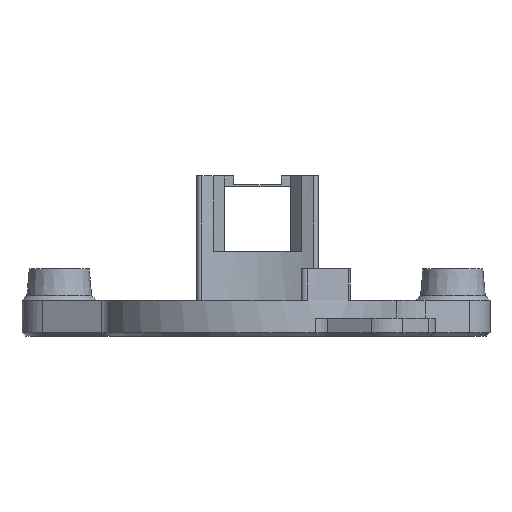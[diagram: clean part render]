
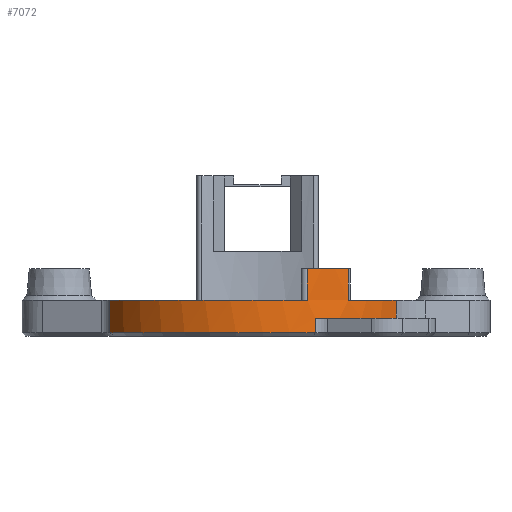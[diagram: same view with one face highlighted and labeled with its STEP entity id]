
A CAD part, front view. The second image highlights one B-rep face of the part: STEP entity #7072.
In plain terms, the highlighted cylindrical face has radius 18.1 mm (diameter 36.2 mm), a partial arc.
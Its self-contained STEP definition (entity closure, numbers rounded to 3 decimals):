
#35=CYLINDRICAL_SURFACE('',#7416,18.1);
#102=CIRCLE('',#7353,18.1);
#127=CIRCLE('',#7417,18.1);
#128=CIRCLE('',#7418,18.1);
#129=CIRCLE('',#7419,18.1);
#130=CIRCLE('',#7420,18.1);
#829=FACE_OUTER_BOUND('',#1218,.T.);
#1218=EDGE_LOOP('',(#5683,#5684,#5685,#5686,#5687,#5688,#5689,#5690,#5691,
#5692));
#1786=LINE('',#12492,#2485);
#1787=LINE('',#12496,#2486);
#1788=LINE('',#12500,#2487);
#1789=LINE('',#12504,#2488);
#1790=LINE('',#12508,#2489);
#2485=VECTOR('',#8423,10.);
#2486=VECTOR('',#8428,2.);
#2487=VECTOR('',#8431,10.);
#2488=VECTOR('',#8434,10.);
#2489=VECTOR('',#8437,10.);
#3185=VERTEX_POINT('',#12215);
#3186=VERTEX_POINT('',#12223);
#3238=VERTEX_POINT('',#12491);
#3239=VERTEX_POINT('',#12495);
#3240=VERTEX_POINT('',#12497);
#3241=VERTEX_POINT('',#12499);
#3242=VERTEX_POINT('',#12501);
#3243=VERTEX_POINT('',#12503);
#3244=VERTEX_POINT('',#12505);
#3245=VERTEX_POINT('',#12507);
#4066=EDGE_CURVE('',#3185,#3186,#102,.T.);
#4158=EDGE_CURVE('',#3186,#3238,#1786,.T.);
#4160=EDGE_CURVE('',#3185,#3239,#1787,.T.);
#4161=EDGE_CURVE('',#3240,#3239,#127,.T.);
#4162=EDGE_CURVE('',#3241,#3240,#1788,.T.);
#4163=EDGE_CURVE('',#3242,#3241,#128,.T.);
#4164=EDGE_CURVE('',#3243,#3242,#1789,.T.);
#4165=EDGE_CURVE('',#3244,#3243,#129,.T.);
#4166=EDGE_CURVE('',#3245,#3244,#1790,.T.);
#4167=EDGE_CURVE('',#3238,#3245,#130,.T.);
#5683=ORIENTED_EDGE('',*,*,#4066,.F.);
#5684=ORIENTED_EDGE('',*,*,#4160,.T.);
#5685=ORIENTED_EDGE('',*,*,#4161,.F.);
#5686=ORIENTED_EDGE('',*,*,#4162,.F.);
#5687=ORIENTED_EDGE('',*,*,#4163,.F.);
#5688=ORIENTED_EDGE('',*,*,#4164,.F.);
#5689=ORIENTED_EDGE('',*,*,#4165,.F.);
#5690=ORIENTED_EDGE('',*,*,#4166,.F.);
#5691=ORIENTED_EDGE('',*,*,#4167,.F.);
#5692=ORIENTED_EDGE('',*,*,#4158,.F.);
#7072=ADVANCED_FACE('',(#829),#35,.T.);
#7353=AXIS2_PLACEMENT_3D('',#12225,#8238,#8239);
#7416=AXIS2_PLACEMENT_3D('',#12494,#8426,#8427);
#7417=AXIS2_PLACEMENT_3D('',#12498,#8429,#8430);
#7418=AXIS2_PLACEMENT_3D('',#12502,#8432,#8433);
#7419=AXIS2_PLACEMENT_3D('',#12506,#8435,#8436);
#7420=AXIS2_PLACEMENT_3D('',#12509,#8438,#8439);
#8238=DIRECTION('center_axis',(0.,0.,
-1.));
#8239=DIRECTION('ref_axis',(-0.931,-0.365,0.));
#8423=DIRECTION('',(0.,0.,1.));
#8426=DIRECTION('center_axis',(0.,0.,1.));
#8427=DIRECTION('ref_axis',(-0.931,-0.365,0.));
#8428=DIRECTION('',(0.,0.,1.));
#8429=DIRECTION('center_axis',(0.,0.,
-1.));
#8430=DIRECTION('ref_axis',(1.,0.,0.));
#8431=DIRECTION('',(0.,0.,-1.));
#8432=DIRECTION('center_axis',(0.,0.,
1.));
#8433=DIRECTION('ref_axis',(1.,0.,0.));
#8434=DIRECTION('',(0.,0.,-1.));
#8435=DIRECTION('center_axis',(0.,0.,
1.));
#8436=DIRECTION('ref_axis',(-0.931,-0.365,0.));
#8437=DIRECTION('',(0.,0.,1.));
#8438=DIRECTION('center_axis',(0.,0.,
1.));
#8439=DIRECTION('ref_axis',(1.,0.,0.));
#12215=CARTESIAN_POINT('',(6.594,-16.856,0.4));
#12223=CARTESIAN_POINT('',(-16.28,-7.91,0.4));
#12225=CARTESIAN_POINT('Origin',(0.,0.,
0.4));
#12491=CARTESIAN_POINT('',(-16.28,-7.91,4.));
#12492=CARTESIAN_POINT('',(-16.28,-7.91,0.));
#12494=CARTESIAN_POINT('Origin',(0.,0.,
0.));
#12495=CARTESIAN_POINT('',(6.594,-16.856,2.));
#12496=CARTESIAN_POINT('',(6.594,-16.856,0.));
#12497=CARTESIAN_POINT('',(15.597,-9.184,2.));
#12498=CARTESIAN_POINT('Origin',(0.,0.,
2.));
#12499=CARTESIAN_POINT('',(15.597,-9.184,4.));
#12500=CARTESIAN_POINT('',(15.597,-9.184,0.));
#12501=CARTESIAN_POINT('',(10.259,-14.912,4.));
#12502=CARTESIAN_POINT('Origin',(0.,0.,
4.));
#12503=CARTESIAN_POINT('',(10.259,-14.912,7.5));
#12504=CARTESIAN_POINT('',(10.259,-14.912,0.));
#12505=CARTESIAN_POINT('',(5.694,-17.181,7.5));
#12506=CARTESIAN_POINT('Origin',(0.,0.,
7.5));
#12507=CARTESIAN_POINT('',(5.694,-17.181,4.));
#12508=CARTESIAN_POINT('',(5.694,-17.181,0.));
#12509=CARTESIAN_POINT('Origin',(0.,0.,
4.));
